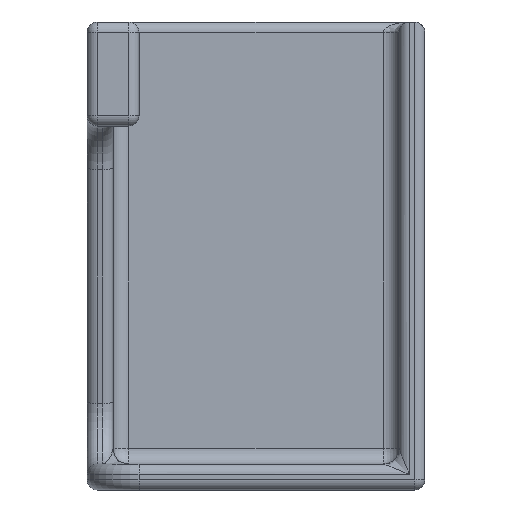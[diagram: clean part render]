
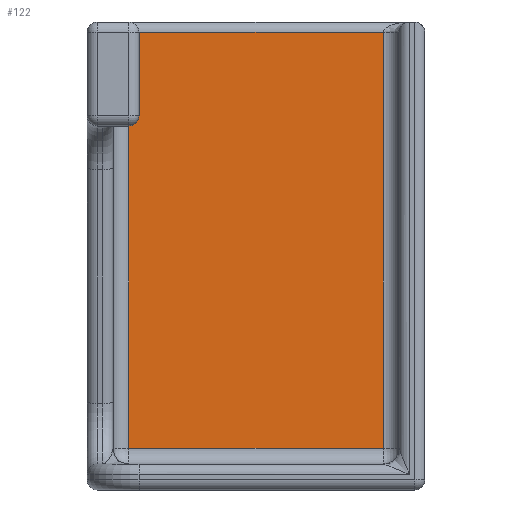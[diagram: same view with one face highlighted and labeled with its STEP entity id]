
A CAD part, left-side view. The second image highlights one B-rep face of the part: STEP entity #122.
In plain terms, the highlighted planar face has unit normal (-1, 0, 0).
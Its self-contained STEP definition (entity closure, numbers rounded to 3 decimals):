
#122=ADVANCED_FACE('',(#707),#709,.T.);
#707=FACE_BOUND('',#708,.T.);
#708=EDGE_LOOP('',(#1978,#1979,#1980,#1981));
#709=PLANE('',#710);
#710=AXIS2_PLACEMENT_3D('',#711,#712,#713);
#711=CARTESIAN_POINT('',(92.5,32.5,5.));
#712=DIRECTION('',(-1.,0.,0.));
#713=DIRECTION('',(0.,-1.,0.));
#1978=ORIENTED_EDGE('',*,*,#2558,.F.);
#1979=ORIENTED_EDGE('',*,*,#2559,.T.);
#1980=ORIENTED_EDGE('',*,*,#2560,.T.);
#1981=ORIENTED_EDGE('',*,*,#2561,.F.);
#2558=EDGE_CURVE('',#3058,#3059,#3060,.F.);
#2559=EDGE_CURVE('',#3058,#3061,#3062,.T.);
#2560=EDGE_CURVE('',#3061,#3063,#3064,.T.);
#2561=EDGE_CURVE('',#3059,#3063,#3065,.T.);
#3058=VERTEX_POINT('',#4189);
#3059=VERTEX_POINT('',#4190);
#3060=LINE('',#4191,#4192);
#3061=VERTEX_POINT('',#4194);
#3062=LINE('',#4195,#4196);
#3063=VERTEX_POINT('',#4198);
#3064=LINE('',#4199,#4200);
#3065=LINE('',#4202,#4203);
#4189=CARTESIAN_POINT('',(92.5,24.5,8.));
#4190=CARTESIAN_POINT('',(92.5,24.5,88.));
#4191=CARTESIAN_POINT('',(92.5,24.5,88.));
#4192=VECTOR('',#4193,1.);
#4193=DIRECTION('',(0.,0.,-1.));
#4194=CARTESIAN_POINT('',(92.5,-24.5,8.));
#4195=CARTESIAN_POINT('',(92.5,24.5,8.));
#4196=VECTOR('',#4197,1.);
#4197=DIRECTION('',(0.,-1.,0.));
#4198=CARTESIAN_POINT('',(92.5,-24.5,88.));
#4199=CARTESIAN_POINT('',(92.5,-24.5,8.));
#4200=VECTOR('',#4201,1.);
#4201=DIRECTION('',(0.,0.,1.));
#4202=CARTESIAN_POINT('',(92.5,24.5,88.));
#4203=VECTOR('',#4204,1.);
#4204=DIRECTION('',(0.,-1.,0.));
